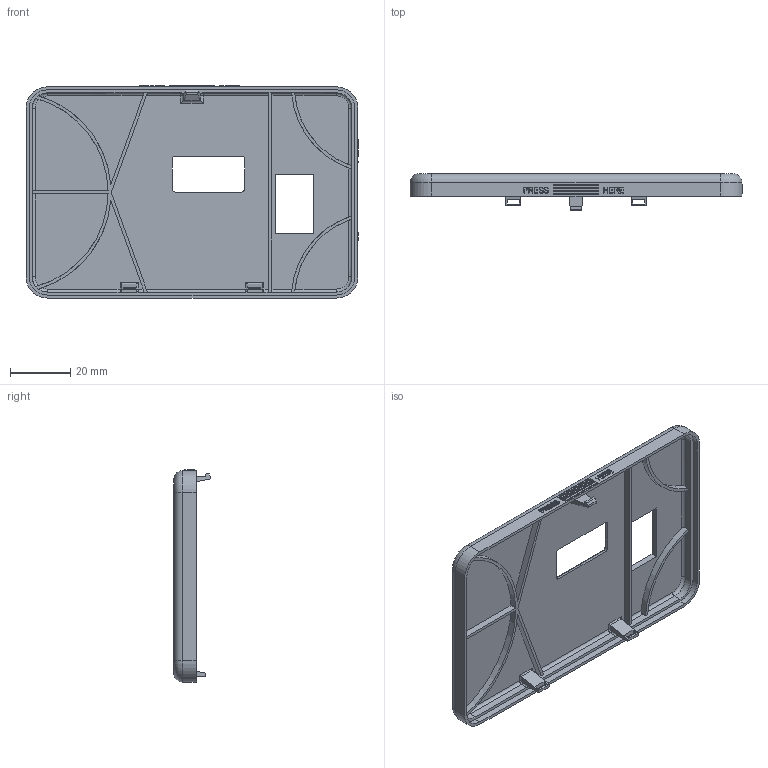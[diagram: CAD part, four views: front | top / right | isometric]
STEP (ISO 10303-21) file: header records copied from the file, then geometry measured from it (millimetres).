
FILE_DESCRIPTION(/* description */ (''),/* implementation_level */ '2;1');
FILE_NAME(/* name */ 'CtrlCase_top.stp',/* time_stamp */ '2016-10-25T08:41:52+02:00',/* author */ ('Andy'),/* organization */ (''),/* preprocessor_version */ 'ST-DEVELOPER v16.1',/* originating_system */ 'Autodesk Inventor 2016',/* authorisation */ '');
FILE_SCHEMA (('AUTOMOTIVE_DESIGN { 1 0 10303 214 3 1 1 }'));
Length unit declared in the file: millimetre
Products named in the file (1): CtrlCase1
Bounding box: 110 x 12.25 x 70.3 mm (x, y, z)
Volume: 17521.9 mm3; surface area: 20289.5 mm2
Topology: 1 solids, 1 shells, 849 faces, 2338 edges, 1546 vertices
Faces by surface type: bspline 389, plane 373, cylinder 75, torus 10, sphere 2
Entity records: 28577 total; most frequent: CARTESIAN_POINT 9445, ORIENTED_EDGE 4676, DIRECTION 2650, EDGE_CURVE 2338, VERTEX_POINT 1546, LINE 1400, VECTOR 1400, EDGE_LOOP 912
